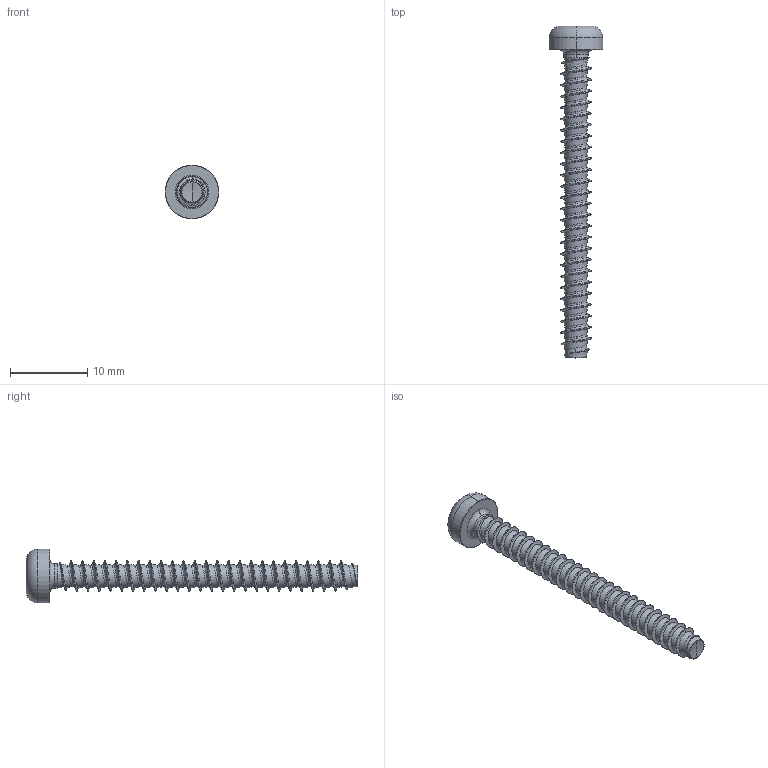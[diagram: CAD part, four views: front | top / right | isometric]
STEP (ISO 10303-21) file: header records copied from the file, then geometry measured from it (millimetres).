
FILE_DESCRIPTION (( 'STEP AP203' ), '1' );
FILE_NAME ('STP390400400.STEP', '2017-08-15T19:40:27', ( '' ), ( '' ), 'SwSTEP 2.0', 'SolidWorks 2015', '' );
FILE_SCHEMA (( 'CONFIG_CONTROL_DESIGN' ));
Length unit declared in the file: millimetre
Products named in the file (1): STP390400400
Bounding box: 7 x 43.09 x 7 mm (x, y, z)
Volume: 384.2 mm3; surface area: 740.8 mm2
Topology: 1 solids, 1 shells, 135 faces, 353 edges, 220 vertices
Faces by surface type: cylinder 79, bspline 35, cone 11, torus 6, sphere 2, plane 2
Entity records: 36854 total; most frequent: CARTESIAN_POINT 34015, ORIENTED_EDGE 702, DIRECTION 414, EDGE_CURVE 351, VERTEX_POINT 220, AXIS2_PLACEMENT_3D 160, B_SPLINE_CURVE_WITH_KNOTS 145, EDGE_LOOP 137
